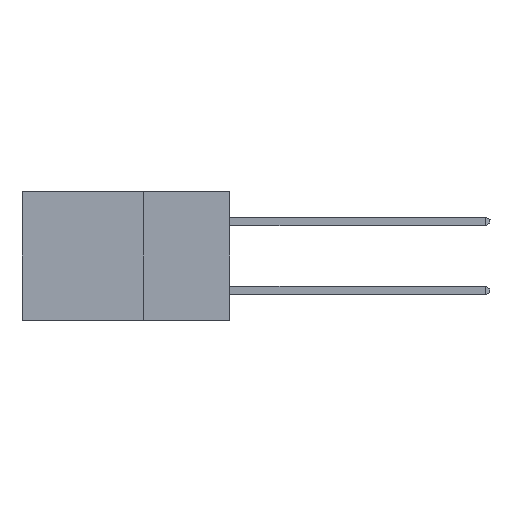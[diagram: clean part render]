
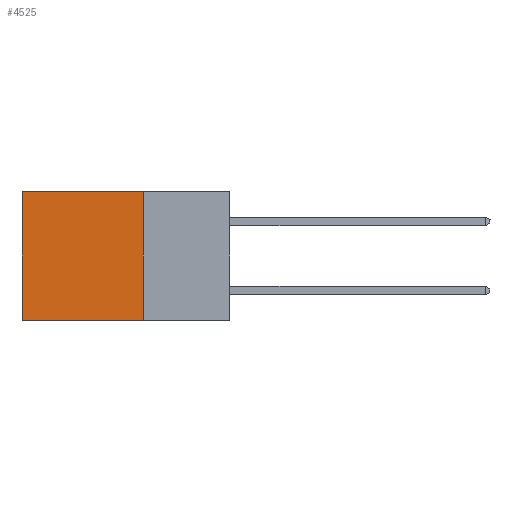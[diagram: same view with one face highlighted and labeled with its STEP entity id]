
A CAD part, left-side view. The second image highlights one B-rep face of the part: STEP entity #4525.
In plain terms, the highlighted planar face has unit normal (-1, 0, 0).
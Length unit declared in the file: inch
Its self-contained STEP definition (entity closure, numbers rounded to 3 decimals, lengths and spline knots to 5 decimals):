
#852 = CARTESIAN_POINT ( 'NONE',  ( 0.298, 0.6, -0.37 ) ) ;
#958 = DIRECTION ( 'NONE',  ( 0., 1., 0. ) ) ;
#1432 = VERTEX_POINT ( 'NONE', #6205 ) ;
#1613 = ORIENTED_EDGE ( 'NONE', *, *, #2944, .F. ) ;
#2041 = PLANE ( 'NONE',  #17526 ) ;
#2460 = VECTOR ( 'NONE', #8755, 39.37008 ) ;
#2944 = EDGE_CURVE ( 'NONE', #10678, #15845, #8140, .T. ) ;
#3415 = DIRECTION ( 'NONE',  ( 1., 0., 0. ) ) ;
#3998 = CARTESIAN_POINT ( 'NONE',  ( 0.298, 0.25, -0.37 ) ) ;
#4265 = CARTESIAN_POINT ( 'NONE',  ( 0.298, 0.25, 0. ) ) ;
#4525 = ADVANCED_FACE ( 'NONE', ( #15592 ), #2041, .F. ) ;
#4729 = VECTOR ( 'NONE', #13109, 39.37008 ) ;
#4838 = CARTESIAN_POINT ( 'NONE',  ( 0.298, 0.25, 0. ) ) ;
#5182 = CARTESIAN_POINT ( 'NONE',  ( 0.298, 0.25, 0. ) ) ;
#5422 = ORIENTED_EDGE ( 'NONE', *, *, #13438, .T. ) ;
#5485 = ORIENTED_EDGE ( 'NONE', *, *, #18682, .F. ) ;
#5544 = VERTEX_POINT ( 'NONE', #17426 ) ;
#5785 = LINE ( 'NONE', #14749, #12348 ) ;
#6205 = CARTESIAN_POINT ( 'NONE',  ( 0.298, 0.6, 0. ) ) ;
#8140 = LINE ( 'NONE', #3998, #9514 ) ;
#8321 = ORIENTED_EDGE ( 'NONE', *, *, #11868, .T. ) ;
#8755 = DIRECTION ( 'NONE',  ( 0., 1., 0. ) ) ;
#9514 = VECTOR ( 'NONE', #958, 39.37008 ) ;
#10364 = LINE ( 'NONE', #5182, #4729 ) ;
#10678 = VERTEX_POINT ( 'NONE', #14128 ) ;
#11604 = LINE ( 'NONE', #4265, #2460 ) ;
#11868 = EDGE_CURVE ( 'NONE', #1432, #15845, #5785, .T. ) ;
#12348 = VECTOR ( 'NONE', #17562, 39.37008 ) ;
#13109 = DIRECTION ( 'NONE',  ( 0., 0., -1. ) ) ;
#13438 = EDGE_CURVE ( 'NONE', #5544, #1432, #11604, .T. ) ;
#14128 = CARTESIAN_POINT ( 'NONE',  ( 0.298, 0.25, -0.37 ) ) ;
#14749 = CARTESIAN_POINT ( 'NONE',  ( 0.298, 0.6, 0. ) ) ;
#15592 = FACE_OUTER_BOUND ( 'NONE', #18431, .T. ) ;
#15845 = VERTEX_POINT ( 'NONE', #852 ) ;
#17426 = CARTESIAN_POINT ( 'NONE',  ( 0.298, 0.25, 0. ) ) ;
#17526 = AXIS2_PLACEMENT_3D ( 'NONE', #4838, #3415, #18336 ) ;
#17562 = DIRECTION ( 'NONE',  ( 0., 0., -1. ) ) ;
#18336 = DIRECTION ( 'NONE',  ( 0., 0., -1. ) ) ;
#18431 = EDGE_LOOP ( 'NONE', ( #8321, #1613, #5485, #5422 ) ) ;
#18682 = EDGE_CURVE ( 'NONE', #5544, #10678, #10364, .T. ) ;
